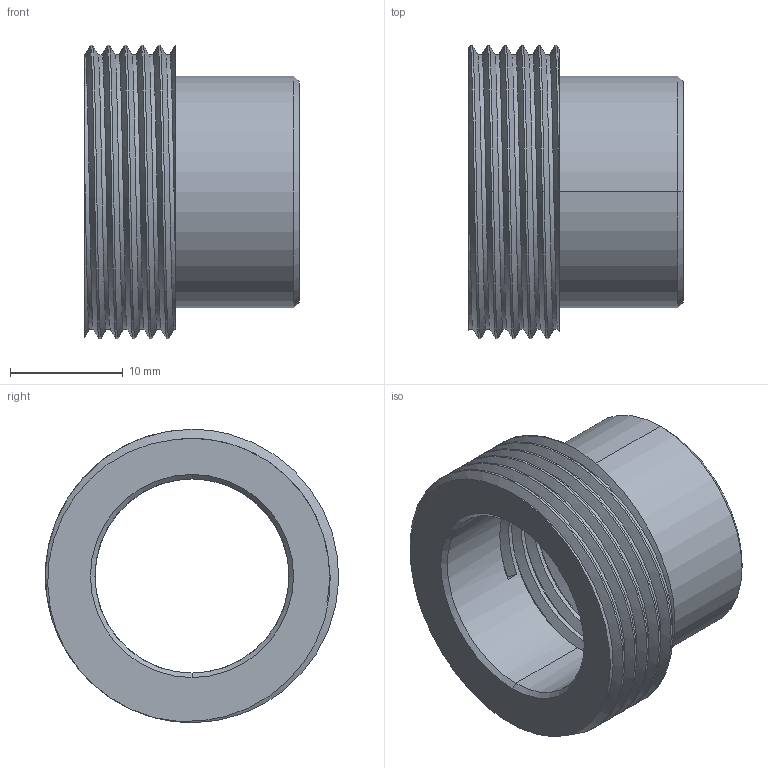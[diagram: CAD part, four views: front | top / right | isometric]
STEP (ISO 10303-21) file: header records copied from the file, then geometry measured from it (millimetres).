
FILE_DESCRIPTION (( 'STEP AP203' ), '1' );
FILE_NAME ('LR-131-G 3-8_17106820.STEP', '2024-09-03T10:13:32', ( '' ), ( '' ), 'SwSTEP 2.0', 'SolidWorks 2024', '' );
FILE_SCHEMA (( 'CONFIG_CONTROL_DESIGN' ));
Length unit declared in the file: millimetre
Products named in the file (1): LR-131-G 3-8_17106820
Bounding box: 19 x 25.98 x 26 mm (x, y, z)
Volume: 2933 mm3; surface area: 3670.6 mm2
Topology: 1 solids, 1 shells, 43 faces, 116 edges, 76 vertices
Faces by surface type: cylinder 29, bspline 6, cone 4, plane 4
Entity records: 4758 total; most frequent: CARTESIAN_POINT 3795, ORIENTED_EDGE 232, DIRECTION 133, EDGE_CURVE 116, VERTEX_POINT 76, AXIS2_PLACEMENT_3D 50, EDGE_LOOP 46, ADVANCED_FACE 43
